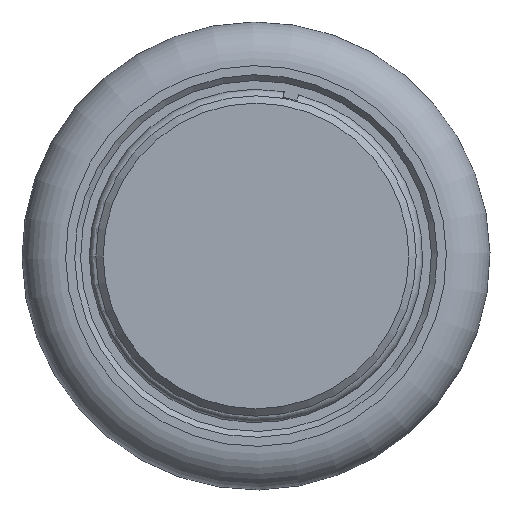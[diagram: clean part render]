
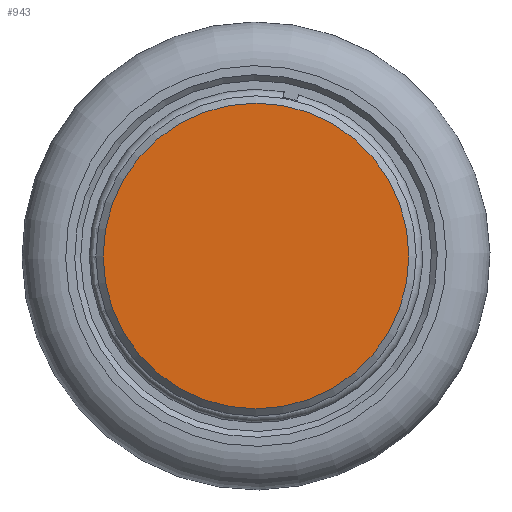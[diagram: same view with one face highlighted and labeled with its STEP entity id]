
A CAD part, left-side view. The second image highlights one B-rep face of the part: STEP entity #943.
In plain terms, the highlighted planar face has unit normal (-1, 0, 0).
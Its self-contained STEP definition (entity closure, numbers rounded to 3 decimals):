
#927=CARTESIAN_POINT('',(0.0,9.25,0.0));
#928=DIRECTION('',(-1.0,0.0,0.0));
#929=DIRECTION('',(0.0,0.0,1.0));
#930=AXIS2_PLACEMENT_3D('',#927,#928,#929);
#931=PLANE('',#930);
#932=CARTESIAN_POINT('',(0.0,10.5,0.));
#933=VERTEX_POINT('',#932);
#934=CARTESIAN_POINT('',(0.0,0.0,0.0));
#935=DIRECTION('',(1.0,0.0,0.0));
#936=DIRECTION('',(0.0,-1.0,0.0));
#937=AXIS2_PLACEMENT_3D('',#934,#935,#936);
#938=CIRCLE('',#937,10.5);
#939=EDGE_CURVE('',#933,#933,#938,.T.);
#940=ORIENTED_EDGE('',*,*,#939,.F.);
#941=EDGE_LOOP('',(#940));
#942=FACE_OUTER_BOUND('',#941,.T.);
#943=ADVANCED_FACE('',(#942),#931,.T.);
